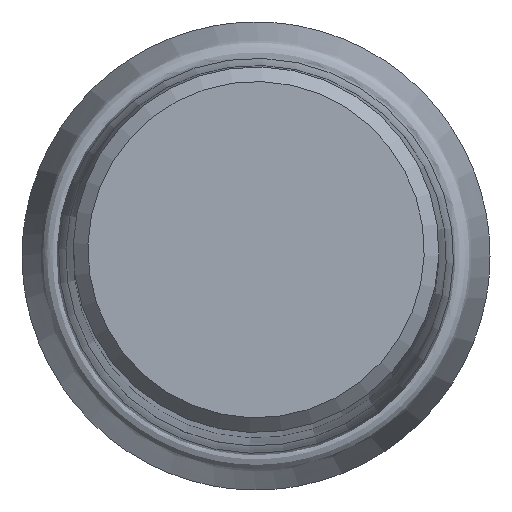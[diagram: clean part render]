
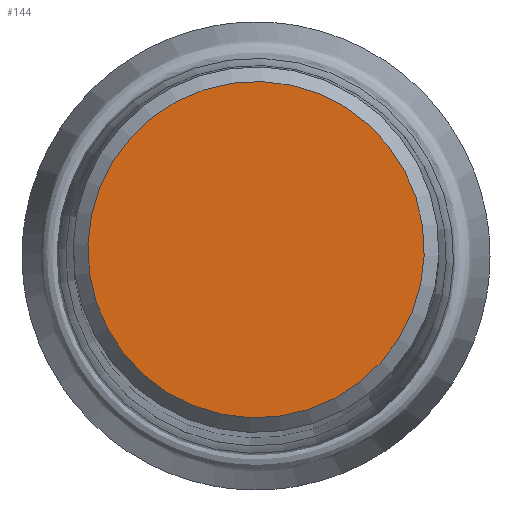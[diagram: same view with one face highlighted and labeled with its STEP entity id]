
A CAD part, top view. The second image highlights one B-rep face of the part: STEP entity #144.
In plain terms, the highlighted planar face has unit normal (0, 0, 1).
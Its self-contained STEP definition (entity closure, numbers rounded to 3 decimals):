
#144=ADVANCED_FACE('',(#150),#148,.T.);
#148=PLANE('',#364);
#150=FACE_OUTER_BOUND('',#172,.T.);
#172=EDGE_LOOP('',(#196));
#196=ORIENTED_EDGE('',*,*,#223,.T.);
#210=VERTEX_POINT('',#496);
#223=EDGE_CURVE('',#210,#210,#235,.T.);
#235=CIRCLE('',#361,11.495);
#361=AXIS2_PLACEMENT_3D('',#495,#428,#429);
#364=AXIS2_PLACEMENT_3D('',#499,#434,#435);
#428=DIRECTION('',(0.,0.,1.));
#429=DIRECTION('',(0.99,0.139,0.));
#434=DIRECTION('',(0.,0.,1.));
#435=DIRECTION('',(0.99,0.139,0.));
#495=CARTESIAN_POINT('',(0.,0.,0.));
#496=CARTESIAN_POINT('',(11.383,1.6,0.));
#499=CARTESIAN_POINT('',(0.,0.,0.));
